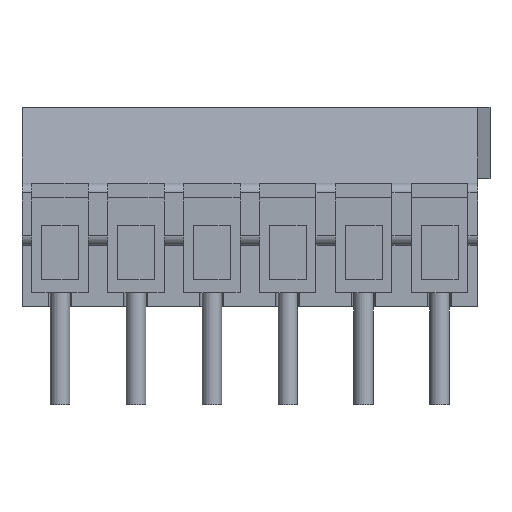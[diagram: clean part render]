
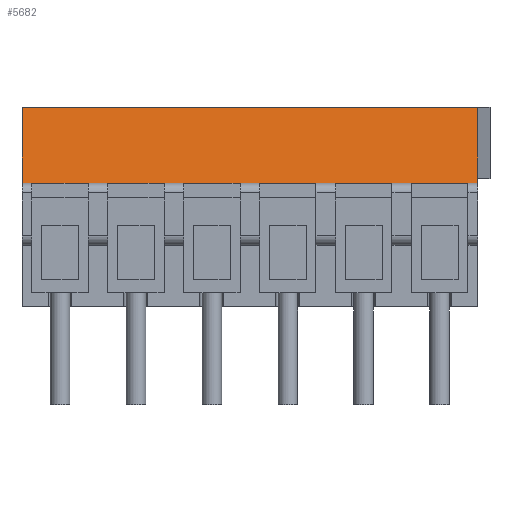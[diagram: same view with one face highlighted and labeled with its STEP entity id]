
A CAD part, front view. The second image highlights one B-rep face of the part: STEP entity #5682.
In plain terms, the highlighted planar face has unit normal (0, -0.985, 0.174).
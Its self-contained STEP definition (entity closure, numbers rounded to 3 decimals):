
#44 = PLANE('',#45);
#45 = AXIS2_PLACEMENT_3D('',#46,#47,#48);
#46 = CARTESIAN_POINT('',(-1.75,-0.574,4.593));
#47 = DIRECTION('',(-1.,-0.,-0.));
#48 = DIRECTION('',(0.,0.,-1.));
#1144 = PLANE('',#1145);
#1145 = AXIS2_PLACEMENT_3D('',#1146,#1147,#1148);
#1146 = CARTESIAN_POINT('',(19.25,-0.574,4.593));
#1147 = DIRECTION('',(1.,0.,0.));
#1148 = DIRECTION('',(0.,0.,1.));
#1328 = VERTEX_POINT('',#1329);
#1329 = CARTESIAN_POINT('',(-1.75,-3.45,5.7));
#1343 = PLANE('',#1344);
#1344 = AXIS2_PLACEMENT_3D('',#1345,#1346,#1347);
#1345 = CARTESIAN_POINT('',(8.75,-3.724,5.7));
#1346 = DIRECTION('',(0.,0.,1.));
#1347 = DIRECTION('',(0.,1.,0.));
#1355 = EDGE_CURVE('',#1356,#1328,#1358,.T.);
#1356 = VERTEX_POINT('',#1357);
#1357 = CARTESIAN_POINT('',(-1.75,-2.83,9.2));
#1358 = SURFACE_CURVE('',#1359,(#1363,#1370),.PCURVE_S1.);
#1359 = LINE('',#1360,#1361);
#1360 = CARTESIAN_POINT('',(-1.75,-2.83,9.2));
#1361 = VECTOR('',#1362,1.);
#1362 = DIRECTION('',(0.,-0.174,-0.985));
#1363 = PCURVE('',#44,#1364);
#1364 = DEFINITIONAL_REPRESENTATION('',(#1365),#1369);
#1365 = LINE('',#1366,#1367);
#1366 = CARTESIAN_POINT('',(-4.607,2.256));
#1367 = VECTOR('',#1368,1.);
#1368 = DIRECTION('',(0.985,0.174));
#1369 = ( GEOMETRIC_REPRESENTATION_CONTEXT(2)
PARAMETRIC_REPRESENTATION_CONTEXT() REPRESENTATION_CONTEXT('2D SPACE',''
) );
#1370 = PCURVE('',#1371,#1376);
#1371 = PLANE('',#1372);
#1372 = AXIS2_PLACEMENT_3D('',#1373,#1374,#1375);
#1373 = CARTESIAN_POINT('',(-1.75,-2.83,9.2));
#1374 = DIRECTION('',(0.,0.985,-0.174));
#1375 = DIRECTION('',(0.,-0.174,-0.985));
#1376 = DEFINITIONAL_REPRESENTATION('',(#1377),#1381);
#1377 = LINE('',#1378,#1379);
#1378 = CARTESIAN_POINT('',(0.,0.));
#1379 = VECTOR('',#1380,1.);
#1380 = DIRECTION('',(1.,0.));
#1381 = ( GEOMETRIC_REPRESENTATION_CONTEXT(2)
PARAMETRIC_REPRESENTATION_CONTEXT() REPRESENTATION_CONTEXT('2D SPACE',''
) );
#1399 = PLANE('',#1400);
#1400 = AXIS2_PLACEMENT_3D('',#1401,#1402,#1403);
#1401 = CARTESIAN_POINT('',(8.803,0.098,9.2));
#1402 = DIRECTION('',(0.,0.,1.));
#1403 = DIRECTION('',(0.,1.,0.));
#1999 = VERTEX_POINT('',#2000);
#2000 = CARTESIAN_POINT('',(19.25,-2.83,9.2));
#2021 = EDGE_CURVE('',#1999,#2022,#2024,.T.);
#2022 = VERTEX_POINT('',#2023);
#2023 = CARTESIAN_POINT('',(19.25,-3.45,5.7));
#2024 = SURFACE_CURVE('',#2025,(#2029,#2036),.PCURVE_S1.);
#2025 = LINE('',#2026,#2027);
#2026 = CARTESIAN_POINT('',(19.25,-2.83,9.2));
#2027 = VECTOR('',#2028,1.);
#2028 = DIRECTION('',(0.,-0.174,-0.985));
#2029 = PCURVE('',#1144,#2030);
#2030 = DEFINITIONAL_REPRESENTATION('',(#2031),#2035);
#2031 = LINE('',#2032,#2033);
#2032 = CARTESIAN_POINT('',(4.607,2.256));
#2033 = VECTOR('',#2034,1.);
#2034 = DIRECTION('',(-0.985,0.174));
#2035 = ( GEOMETRIC_REPRESENTATION_CONTEXT(2)
PARAMETRIC_REPRESENTATION_CONTEXT() REPRESENTATION_CONTEXT('2D SPACE',''
) );
#2036 = PCURVE('',#1371,#2037);
#2037 = DEFINITIONAL_REPRESENTATION('',(#2038),#2042);
#2038 = LINE('',#2039,#2040);
#2039 = CARTESIAN_POINT('',(0.,-21.));
#2040 = VECTOR('',#2041,1.);
#2041 = DIRECTION('',(1.,0.));
#2042 = ( GEOMETRIC_REPRESENTATION_CONTEXT(2)
PARAMETRIC_REPRESENTATION_CONTEXT() REPRESENTATION_CONTEXT('2D SPACE',''
) );
#5079 = EDGE_CURVE('',#1356,#1999,#5080,.T.);
#5080 = SURFACE_CURVE('',#5081,(#5085,#5092),.PCURVE_S1.);
#5081 = LINE('',#5082,#5083);
#5082 = CARTESIAN_POINT('',(-1.75,-2.83,9.2));
#5083 = VECTOR('',#5084,1.);
#5084 = DIRECTION('',(1.,0.,0.));
#5085 = PCURVE('',#1399,#5086);
#5086 = DEFINITIONAL_REPRESENTATION('',(#5087),#5091);
#5087 = LINE('',#5088,#5089);
#5088 = CARTESIAN_POINT('',(-2.928,10.553));
#5089 = VECTOR('',#5090,1.);
#5090 = DIRECTION('',(0.,-1.));
#5091 = ( GEOMETRIC_REPRESENTATION_CONTEXT(2)
PARAMETRIC_REPRESENTATION_CONTEXT() REPRESENTATION_CONTEXT('2D SPACE',''
) );
#5092 = PCURVE('',#1371,#5093);
#5093 = DEFINITIONAL_REPRESENTATION('',(#5094),#5098);
#5094 = LINE('',#5095,#5096);
#5095 = CARTESIAN_POINT('',(0.,0.));
#5096 = VECTOR('',#5097,1.);
#5097 = DIRECTION('',(0.,-1.));
#5098 = ( GEOMETRIC_REPRESENTATION_CONTEXT(2)
PARAMETRIC_REPRESENTATION_CONTEXT() REPRESENTATION_CONTEXT('2D SPACE',''
) );
#5682 = ADVANCED_FACE('',(#5683),#1371,.F.);
#5683 = FACE_BOUND('',#5684,.F.);
#5684 = EDGE_LOOP('',(#5685,#5686,#5687,#5708));
#5685 = ORIENTED_EDGE('',*,*,#5079,.T.);
#5686 = ORIENTED_EDGE('',*,*,#2021,.T.);
#5687 = ORIENTED_EDGE('',*,*,#5688,.F.);
#5688 = EDGE_CURVE('',#1328,#2022,#5689,.T.);
#5689 = SURFACE_CURVE('',#5690,(#5694,#5701),.PCURVE_S1.);
#5690 = LINE('',#5691,#5692);
#5691 = CARTESIAN_POINT('',(-1.75,-3.45,5.7));
#5692 = VECTOR('',#5693,1.);
#5693 = DIRECTION('',(1.,0.,0.));
#5694 = PCURVE('',#1371,#5695);
#5695 = DEFINITIONAL_REPRESENTATION('',(#5696),#5700);
#5696 = LINE('',#5697,#5698);
#5697 = CARTESIAN_POINT('',(3.554,0.));
#5698 = VECTOR('',#5699,1.);
#5699 = DIRECTION('',(0.,-1.));
#5700 = ( GEOMETRIC_REPRESENTATION_CONTEXT(2)
PARAMETRIC_REPRESENTATION_CONTEXT() REPRESENTATION_CONTEXT('2D SPACE',''
) );
#5701 = PCURVE('',#1343,#5702);
#5702 = DEFINITIONAL_REPRESENTATION('',(#5703),#5707);
#5703 = LINE('',#5704,#5705);
#5704 = CARTESIAN_POINT('',(0.274,10.5));
#5705 = VECTOR('',#5706,1.);
#5706 = DIRECTION('',(0.,-1.));
#5707 = ( GEOMETRIC_REPRESENTATION_CONTEXT(2)
PARAMETRIC_REPRESENTATION_CONTEXT() REPRESENTATION_CONTEXT('2D SPACE',''
) );
#5708 = ORIENTED_EDGE('',*,*,#1355,.F.);
